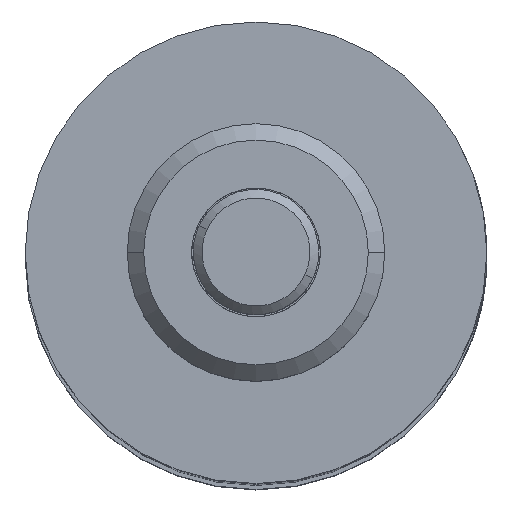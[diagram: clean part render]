
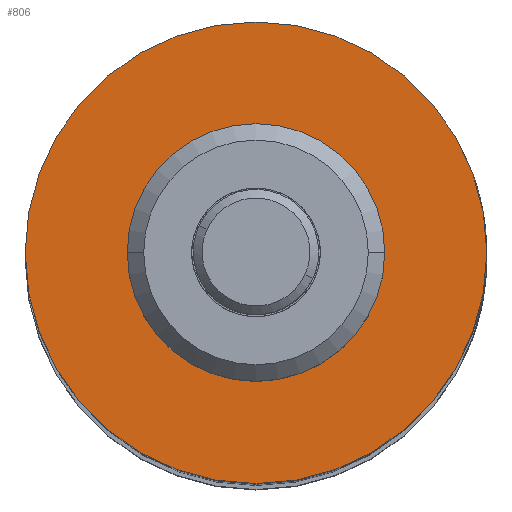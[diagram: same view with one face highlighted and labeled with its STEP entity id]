
A CAD part, top view. The second image highlights one B-rep face of the part: STEP entity #806.
In plain terms, the highlighted face is planar.
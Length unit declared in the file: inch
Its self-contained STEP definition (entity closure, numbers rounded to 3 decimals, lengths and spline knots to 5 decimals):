
#10 = CIRCLE ( 'NONE', #2617, 0.31125 ) ;
#85 = CIRCLE ( 'NONE', #754, 0.31125 ) ;
#156 = EDGE_CURVE ( 'NONE', #582, #2198, #715, .T. ) ;
#169 = ORIENTED_EDGE ( 'NONE', *, *, #181, .F. ) ;
#181 = EDGE_CURVE ( 'NONE', #1411, #794, #10, .T. ) ;
#283 = CARTESIAN_POINT ( 'NONE',  ( 0.62, 0., 0. ) ) ;
#427 = DIRECTION ( 'NONE',  ( 1., 0., 0. ) ) ;
#521 = DIRECTION ( 'NONE',  ( 0., 0., 1. ) ) ;
#582 = VERTEX_POINT ( 'NONE', #1657 ) ;
#711 = AXIS2_PLACEMENT_3D ( 'NONE', #886, #427, #2062 ) ;
#715 = CIRCLE ( 'NONE', #1512, 0.56 ) ;
#718 = FACE_OUTER_BOUND ( 'NONE', #1154, .T. ) ;
#754 = AXIS2_PLACEMENT_3D ( 'NONE', #1255, #2898, #1490 ) ;
#794 = VERTEX_POINT ( 'NONE', #2755 ) ;
#806 = ADVANCED_FACE ( 'NONE', ( #1340, #718 ), #1827, .F. ) ;
#837 = CARTESIAN_POINT ( 'NONE',  ( 0.62, 0., -0.56 ) ) ;
#886 = CARTESIAN_POINT ( 'NONE',  ( 0.62, 0.56, 0. ) ) ;
#975 = CARTESIAN_POINT ( 'NONE',  ( 0.62, 0., 0. ) ) ;
#977 = CARTESIAN_POINT ( 'NONE',  ( 0.62, 0., 0. ) ) ;
#1003 = CARTESIAN_POINT ( 'NONE',  ( 0.62, 0., -0.31125 ) ) ;
#1154 = EDGE_LOOP ( 'NONE', ( #1639, #2453 ) ) ;
#1209 = DIRECTION ( 'NONE',  ( 0., 0., 1. ) ) ;
#1211 = DIRECTION ( 'NONE',  ( 0., 0., 1. ) ) ;
#1255 = CARTESIAN_POINT ( 'NONE',  ( 0.62, 0., 0. ) ) ;
#1340 = FACE_BOUND ( 'NONE', #2009, .T. ) ;
#1411 = VERTEX_POINT ( 'NONE', #1003 ) ;
#1417 = EDGE_CURVE ( 'NONE', #794, #1411, #85, .T. ) ;
#1421 = AXIS2_PLACEMENT_3D ( 'NONE', #975, #2614, #1209 ) ;
#1490 = DIRECTION ( 'NONE',  ( 0., 0., 1. ) ) ;
#1512 = AXIS2_PLACEMENT_3D ( 'NONE', #977, #2616, #1211 ) ;
#1617 = CIRCLE ( 'NONE', #1421, 0.56 ) ;
#1639 = ORIENTED_EDGE ( 'NONE', *, *, #156, .T. ) ;
#1657 = CARTESIAN_POINT ( 'NONE',  ( 0.62, 0., 0.56 ) ) ;
#1827 = PLANE ( 'NONE',  #711 ) ;
#1906 = EDGE_CURVE ( 'NONE', #2198, #582, #1617, .T. ) ;
#1928 = DIRECTION ( 'NONE',  ( -1., 0., 0. ) ) ;
#2009 = EDGE_LOOP ( 'NONE', ( #2966, #169 ) ) ;
#2062 = DIRECTION ( 'NONE',  ( 0., 0., -1. ) ) ;
#2198 = VERTEX_POINT ( 'NONE', #837 ) ;
#2453 = ORIENTED_EDGE ( 'NONE', *, *, #1906, .T. ) ;
#2614 = DIRECTION ( 'NONE',  ( -1., 0., 0. ) ) ;
#2616 = DIRECTION ( 'NONE',  ( -1., 0., 0. ) ) ;
#2617 = AXIS2_PLACEMENT_3D ( 'NONE', #283, #1928, #521 ) ;
#2755 = CARTESIAN_POINT ( 'NONE',  ( 0.62, 0., 0.31125 ) ) ;
#2898 = DIRECTION ( 'NONE',  ( -1., 0., 0. ) ) ;
#2966 = ORIENTED_EDGE ( 'NONE', *, *, #1417, .F. ) ;
